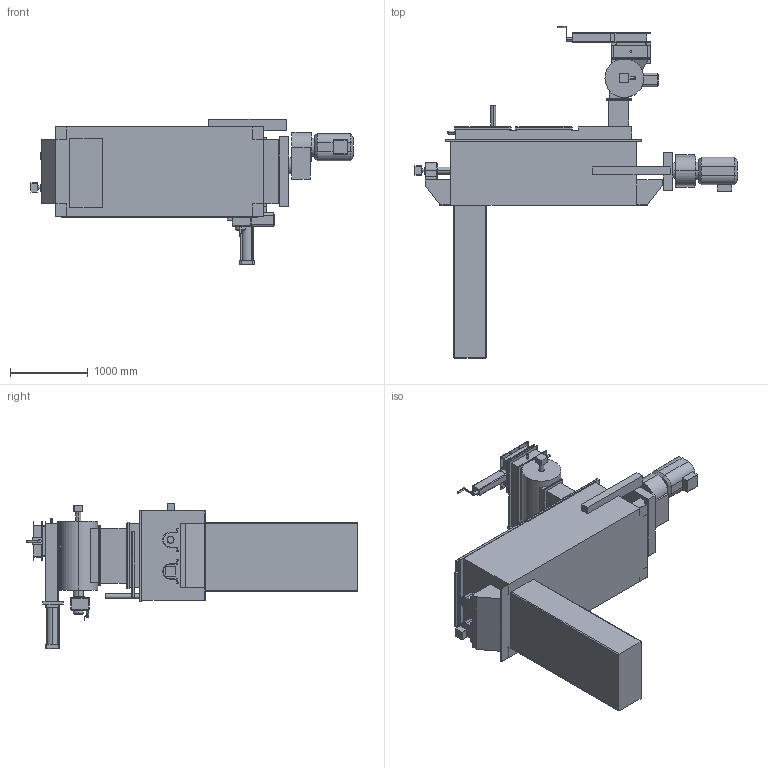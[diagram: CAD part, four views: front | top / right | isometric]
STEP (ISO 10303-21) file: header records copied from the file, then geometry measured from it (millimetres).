
FILE_DESCRIPTION (( 'STEP AP203' ), '1' );
FILE_NAME ('Dry unloading.STEP', '2022-08-03T11:14:04', ( '' ), ( '' ), 'SwSTEP 2.0', 'SolidWorks 2017', '' );
FILE_SCHEMA (( 'CONFIG_CONTROL_DESIGN' ));
Length unit declared in the file: millimetre
Products named in the file (6): wedge plate pneumatic; SCREW; Dry unloading; Rotary feeder 380 660V brazil abnt; Hopper; valve gate kv400x400
Assembly tree (5 placements, depth 2):
  Dry unloading
    SCREW
    Hopper
    Rotary feeder 380 660V brazil abnt
    wedge plate pneumatic
    valve gate kv400x400
Bounding box: 4153 x 4280.5 x 1876 mm (x, y, z)
Volume: 4109002961.5 mm3; surface area: 32686911 mm2
Topology: 10 solids, 10 shells, 577 faces, 1444 edges, 914 vertices
Faces by surface type: plane 326, cylinder 200, cone 22, torus 11, bspline 10, sphere 8
Entity records: 20258 total; most frequent: CARTESIAN_POINT 5675, DIRECTION 2894, ORIENTED_EDGE 2872, EDGE_CURVE 1436, LINE 972, VECTOR 972, AXIS2_PLACEMENT_3D 961, VERTEX_POINT 914
